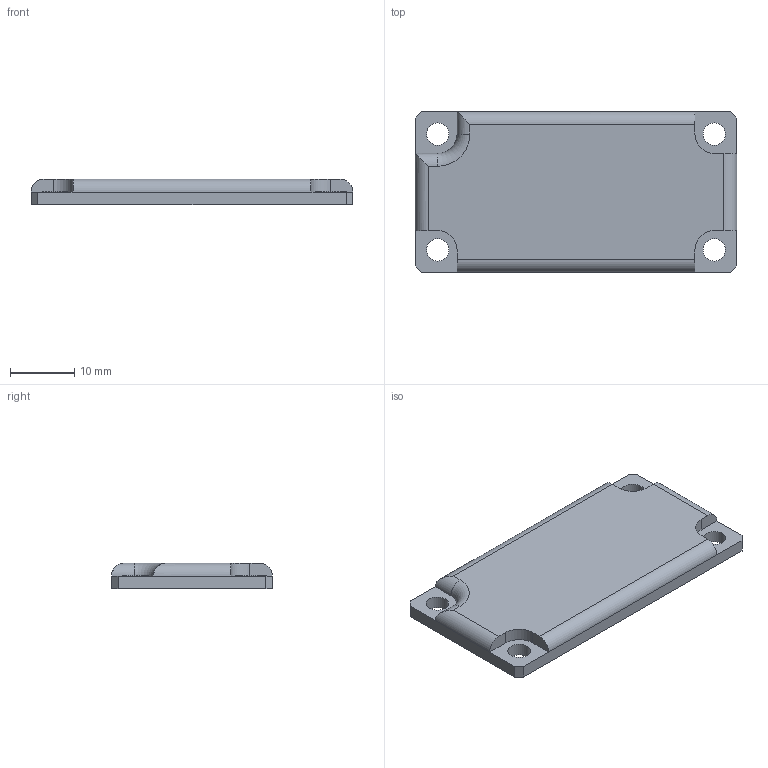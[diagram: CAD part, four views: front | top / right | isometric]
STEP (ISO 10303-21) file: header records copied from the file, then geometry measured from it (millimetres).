
FILE_DESCRIPTION((''),'2;1');
FILE_NAME('SZ0133S_A.stp','2013-08-20T14:46:56',('janine behrens'),(''),'Autodesk Inventor 2012','Autodesk Inventor 2012','');
FILE_SCHEMA(('AUTOMOTIVE_DESIGN { 1 0 10303 214 1 1 1 1 }'));
Length unit declared in the file: millimetre
Products named in the file (1): SZ0133S_A
Bounding box: 50 x 25 x 4 mm (x, y, z)
Volume: 2881.8 mm3; surface area: 3246.3 mm2
Topology: 1 solids, 1 shells, 51 faces, 140 edges, 92 vertices
Faces by surface type: plane 33, cylinder 17, torus 1
Full cylindrical faces by diameter (mm): 3.5 x4
Entity records: 1602 total; most frequent: CARTESIAN_POINT 272, DIRECTION 270, ORIENTED_EDGE 264, EDGE_CURVE 132, VECTOR 98, LINE 98, VERTEX_POINT 88, AXIS2_PLACEMENT_3D 86
